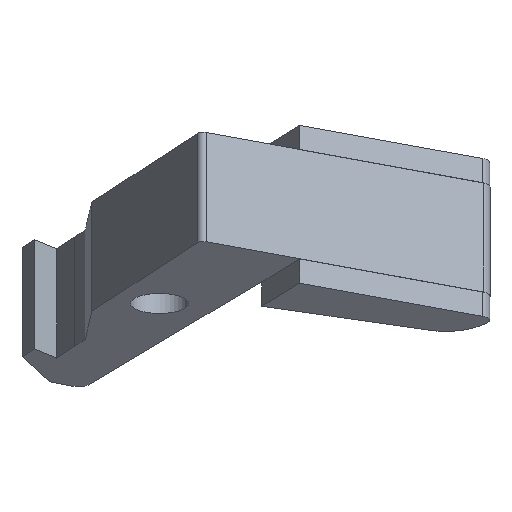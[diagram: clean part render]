
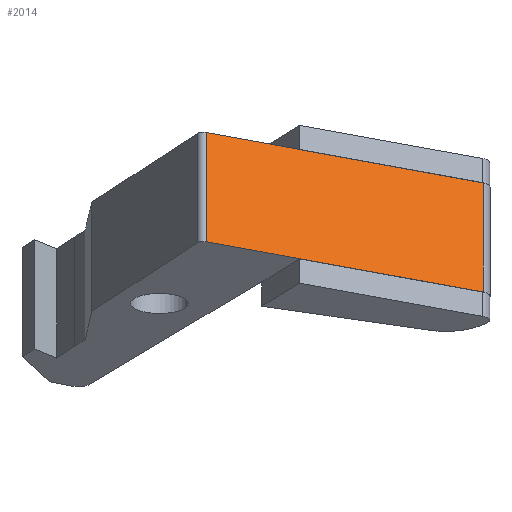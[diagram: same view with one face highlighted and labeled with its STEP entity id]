
A CAD part, top view. The second image highlights one B-rep face of the part: STEP entity #2014.
In plain terms, the highlighted planar face has unit normal (0.467, 0.302, 0.831).
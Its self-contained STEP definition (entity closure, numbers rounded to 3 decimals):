
#22 = VERTEX_POINT('',#23);
#23 = CARTESIAN_POINT('',(47.937,-7.803,18.822
    ));
#33 = PLANE('',#34);
#34 = AXIS2_PLACEMENT_3D('',#35,#36,#37);
#35 = CARTESIAN_POINT('',(33.,-6.33,22.869));
#36 = DIRECTION('',(0.,0.94,-0.342));
#37 = DIRECTION('',(0.,-0.342,-0.94)
  );
#49 = CYLINDRICAL_SURFACE('',#50,0.5);
#50 = AXIS2_PLACEMENT_3D('',#51,#52,#53);
#51 = CARTESIAN_POINT('',(47.703,-7.954,
    18.406));
#52 = DIRECTION('',(0.,0.94,-0.342));
#53 = DIRECTION('',(0.467,0.302,0.831));
#61 = EDGE_CURVE('',#22,#62,#64,.T.);
#62 = VERTEX_POINT('',#63);
#63 = CARTESIAN_POINT('',(69.366,-11.673,8.189
    ));
#64 = SURFACE_CURVE('',#65,(#69,#76),.PCURVE_S1.);
#65 = LINE('',#66,#67);
#66 = CARTESIAN_POINT('',(40.986,-6.548,22.27
    ));
#67 = VECTOR('',#68,1.);
#68 = DIRECTION('',(0.884,-0.16,-0.439));
#69 = PCURVE('',#33,#70);
#70 = DEFINITIONAL_REPRESENTATION('',(#71),#75);
#71 = LINE('',#72,#73);
#72 = CARTESIAN_POINT('',(0.637,-7.986));
#73 = VECTOR('',#74,1.);
#74 = DIRECTION('',(0.467,-0.884));
#75 = ( GEOMETRIC_REPRESENTATION_CONTEXT(2) 
PARAMETRIC_REPRESENTATION_CONTEXT() REPRESENTATION_CONTEXT('2D SPACE',''
  ) );
#76 = PCURVE('',#77,#82);
#77 = PLANE('',#78);
#78 = AXIS2_PLACEMENT_3D('',#79,#80,#81);
#79 = CARTESIAN_POINT('',(47.495,-7.723,19.041));
#80 = DIRECTION('',(-0.467,-0.302,-0.831));
#81 = DIRECTION('',(0.884,-0.16,-0.439));
#82 = DEFINITIONAL_REPRESENTATION('',(#83),#87);
#83 = LINE('',#84,#85);
#84 = CARTESIAN_POINT('',(-7.36,0.));
#85 = VECTOR('',#86,1.);
#86 = DIRECTION('',(1.,0.));
#87 = ( GEOMETRIC_REPRESENTATION_CONTEXT(2) 
PARAMETRIC_REPRESENTATION_CONTEXT() REPRESENTATION_CONTEXT('2D SPACE',''
  ) );
#110 = CYLINDRICAL_SURFACE('',#111,1.);
#111 = AXIS2_PLACEMENT_3D('',#112,#113,#114);
#112 = CARTESIAN_POINT('',(68.899,-11.975,
    7.359));
#113 = DIRECTION('',(0.,0.94,-0.342)
  );
#114 = DIRECTION('',(0.752,-0.226,-0.62));
#745 = EDGE_CURVE('',#22,#746,#748,.T.);
#746 = VERTEX_POINT('',#747);
#747 = CARTESIAN_POINT('',(47.937,0.654,
    15.744));
#748 = SURFACE_CURVE('',#749,(#753,#760),.PCURVE_S1.);
#749 = LINE('',#750,#751);
#750 = CARTESIAN_POINT('',(47.937,-7.803,
    18.822));
#751 = VECTOR('',#752,1.);
#752 = DIRECTION('',(0.,0.94,-0.342)
  );
#753 = PCURVE('',#49,#754);
#754 = DEFINITIONAL_REPRESENTATION('',(#755),#759);
#755 = LINE('',#756,#757);
#756 = CARTESIAN_POINT('',(6.283,0.));
#757 = VECTOR('',#758,1.);
#758 = DIRECTION('',(-0.,1.));
#759 = ( GEOMETRIC_REPRESENTATION_CONTEXT(2) 
PARAMETRIC_REPRESENTATION_CONTEXT() REPRESENTATION_CONTEXT('2D SPACE',''
  ) );
#760 = PCURVE('',#77,#761);
#761 = DEFINITIONAL_REPRESENTATION('',(#762),#766);
#762 = LINE('',#763,#764);
#763 = CARTESIAN_POINT('',(0.5,0.));
#764 = VECTOR('',#765,1.);
#765 = DIRECTION('',(0.,-1.));
#766 = ( GEOMETRIC_REPRESENTATION_CONTEXT(2) 
PARAMETRIC_REPRESENTATION_CONTEXT() REPRESENTATION_CONTEXT('2D SPACE',''
  ) );
#785 = PLANE('',#786);
#786 = AXIS2_PLACEMENT_3D('',#787,#788,#789);
#787 = CARTESIAN_POINT('',(49.161,-4.453,
    1.712));
#788 = DIRECTION('',(0.,0.94,-0.342)
  );
#789 = DIRECTION('',(0.,0.342,0.94));
#1966 = VERTEX_POINT('',#1967);
#1967 = CARTESIAN_POINT('',(69.366,-3.216,
    5.111));
#1993 = EDGE_CURVE('',#62,#1966,#1994,.T.);
#1994 = SURFACE_CURVE('',#1995,(#1999,#2006),.PCURVE_S1.);
#1995 = LINE('',#1996,#1997);
#1996 = CARTESIAN_POINT('',(69.366,-11.673,
    8.189));
#1997 = VECTOR('',#1998,1.);
#1998 = DIRECTION('',(0.,0.94,-0.342)
  );
#1999 = PCURVE('',#110,#2000);
#2000 = DEFINITIONAL_REPRESENTATION('',(#2001),#2005);
#2001 = LINE('',#2002,#2003);
#2002 = CARTESIAN_POINT('',(4.478,0.));
#2003 = VECTOR('',#2004,1.);
#2004 = DIRECTION('',(-0.,1.));
#2005 = ( GEOMETRIC_REPRESENTATION_CONTEXT(2) 
PARAMETRIC_REPRESENTATION_CONTEXT() REPRESENTATION_CONTEXT('2D SPACE',''
  ) );
#2006 = PCURVE('',#77,#2007);
#2007 = DEFINITIONAL_REPRESENTATION('',(#2008),#2012);
#2008 = LINE('',#2009,#2010);
#2009 = CARTESIAN_POINT('',(24.733,0.));
#2010 = VECTOR('',#2011,1.);
#2011 = DIRECTION('',(0.,-1.));
#2012 = ( GEOMETRIC_REPRESENTATION_CONTEXT(2) 
PARAMETRIC_REPRESENTATION_CONTEXT() REPRESENTATION_CONTEXT('2D SPACE',''
  ) );
#2014 = ADVANCED_FACE('',(#2015),#77,.F.);
#2015 = FACE_BOUND('',#2016,.F.);
#2016 = EDGE_LOOP('',(#2017,#2018,#2019,#2040));
#2017 = ORIENTED_EDGE('',*,*,#61,.F.);
#2018 = ORIENTED_EDGE('',*,*,#745,.T.);
#2019 = ORIENTED_EDGE('',*,*,#2020,.T.);
#2020 = EDGE_CURVE('',#746,#1966,#2021,.T.);
#2021 = SURFACE_CURVE('',#2022,(#2026,#2033),.PCURVE_S1.);
#2022 = LINE('',#2023,#2024);
#2023 = CARTESIAN_POINT('',(47.495,0.734,15.963));
#2024 = VECTOR('',#2025,1.);
#2025 = DIRECTION('',(0.884,-0.16,-0.439));
#2026 = PCURVE('',#77,#2027);
#2027 = DEFINITIONAL_REPRESENTATION('',(#2028),#2032);
#2028 = LINE('',#2029,#2030);
#2029 = CARTESIAN_POINT('',(0.,-9.));
#2030 = VECTOR('',#2031,1.);
#2031 = DIRECTION('',(1.,0.));
#2032 = ( GEOMETRIC_REPRESENTATION_CONTEXT(2) 
PARAMETRIC_REPRESENTATION_CONTEXT() REPRESENTATION_CONTEXT('2D SPACE',''
  ) );
#2033 = PCURVE('',#785,#2034);
#2034 = DEFINITIONAL_REPRESENTATION('',(#2035),#2039);
#2035 = LINE('',#2036,#2037);
#2036 = CARTESIAN_POINT('',(15.165,-1.666));
#2037 = VECTOR('',#2038,1.);
#2038 = DIRECTION('',(-0.467,0.884));
#2039 = ( GEOMETRIC_REPRESENTATION_CONTEXT(2) 
PARAMETRIC_REPRESENTATION_CONTEXT() REPRESENTATION_CONTEXT('2D SPACE',''
  ) );
#2040 = ORIENTED_EDGE('',*,*,#1993,.F.);
